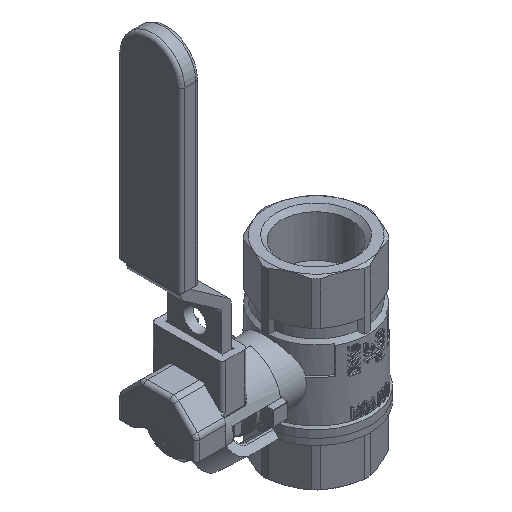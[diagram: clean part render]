
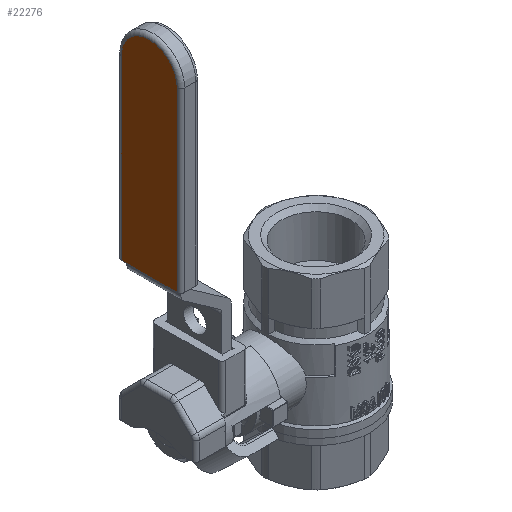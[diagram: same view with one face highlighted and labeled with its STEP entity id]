
A CAD part, isometric view. The second image highlights one B-rep face of the part: STEP entity #22276.
In plain terms, the highlighted face is planar.
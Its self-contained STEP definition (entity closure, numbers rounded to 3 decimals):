
#3191=LINE('',#50811,#4587);
#3207=LINE('',#50857,#4603);
#3208=LINE('',#50865,#4604);
#4587=VECTOR('',#40258,1000.);
#4603=VECTOR('',#40306,1000.);
#4604=VECTOR('',#40317,1000.);
#11302=ORIENTED_EDGE('',*,*,#14641,.T.);
#11303=ORIENTED_EDGE('',*,*,#14668,.T.);
#11304=ORIENTED_EDGE('',*,*,#14666,.T.);
#11305=ORIENTED_EDGE('',*,*,#14664,.T.);
#14641=EDGE_CURVE('',#16904,#16903,#3191,.T.);
#14664=EDGE_CURVE('',#16918,#16904,#3207,.T.);
#14666=EDGE_CURVE('',#16919,#16918,#17344,.T.);
#14668=EDGE_CURVE('',#16903,#16919,#3208,.T.);
#16903=VERTEX_POINT('',#50810);
#16904=VERTEX_POINT('',#50812);
#16918=VERTEX_POINT('',#50858);
#16919=VERTEX_POINT('',#50862);
#17344=CIRCLE('',#32747,7.5);
#18684=EDGE_LOOP('',(#11302,#11303,#11304,#11305));
#20025=FACE_BOUND('',#18684,.T.);
#21053=PLANE('',#32751);
#22276=ADVANCED_FACE('',(#20025),#21053,.T.);
#32747=AXIS2_PLACEMENT_3D('',#50861,#40311,#40312);
#32751=AXIS2_PLACEMENT_3D('',#50868,#40321,#40322);
#40258=DIRECTION('',(0.,-1.,0.));
#40306=DIRECTION('',(-1.,0.,0.));
#40311=DIRECTION('',(0.,0.,1.));
#40312=DIRECTION('',(1.,0.,0.));
#40317=DIRECTION('',(1.,0.,0.));
#40321=DIRECTION('',(0.,0.,1.));
#40322=DIRECTION('',(1.,0.,0.));
#50810=CARTESIAN_POINT('',(0.,1.,5.));
#50811=CARTESIAN_POINT('',(0.,17.,5.));
#50812=CARTESIAN_POINT('',(0.,16.,5.));
#50857=CARTESIAN_POINT('',(0.,16.,5.));
#50858=CARTESIAN_POINT('',(47.5,16.,5.));
#50861=CARTESIAN_POINT('',(47.5,8.5,5.));
#50862=CARTESIAN_POINT('',(47.5,1.,5.));
#50865=CARTESIAN_POINT('',(56.,1.,5.));
#50868=CARTESIAN_POINT('',(56.,17.,5.));
